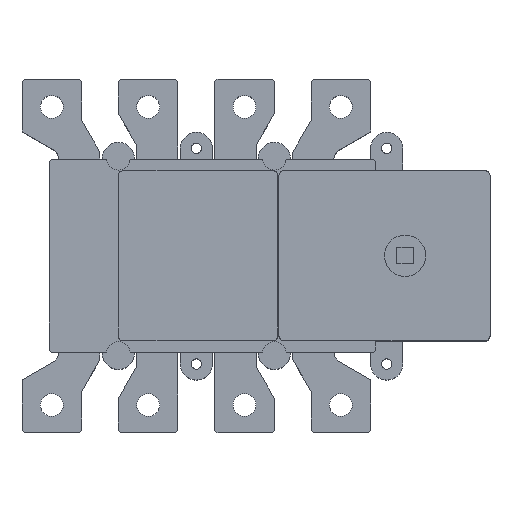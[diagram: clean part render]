
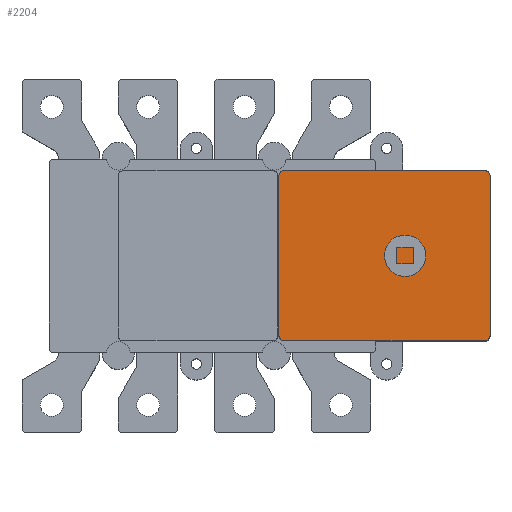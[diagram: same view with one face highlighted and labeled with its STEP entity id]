
A CAD part, top view. The second image highlights one B-rep face of the part: STEP entity #2204.
In plain terms, the highlighted free-form (B-spline) face has degree [1, 1] with [2, 2] control points.
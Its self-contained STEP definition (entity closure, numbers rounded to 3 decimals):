
#2102=CARTESIAN_POINT('',(70.,35.,132.0));
#2103=VERTEX_POINT('',#2102);
#2104=CARTESIAN_POINT('',(72.,37.,132.0));
#2105=VERTEX_POINT('',#2104);
#2106=CARTESIAN_POINT('',(72.,35.,132.0));
#2107=DIRECTION('',(0.0,0.0,-1.0));
#2108=DIRECTION('',(-0.707,0.707,0.0));
#2109=AXIS2_PLACEMENT_3D('',#2106,#2107,#2108);
#2110=CIRCLE('',#2109,2.0);
#2111=EDGE_CURVE('',#2103,#2105,#2110,.T.);
#2139=CARTESIAN_POINT('',(70.,37.0,132.0));
#2140=CARTESIAN_POINT('',(162.0,37.0,132.0));
#2141=CARTESIAN_POINT('',(70.,-37.0,132.0));
#2142=CARTESIAN_POINT('',(162.0,-37.0,132.0));
#2143=B_SPLINE_SURFACE_WITH_KNOTS('',1,1,((#2139,#2141),(#2140,#2142)),.UNSPECIFIED.,.F.,.F.,.U.,(2,2),(2,2),(0.0,92.),(0.0,74.0),.UNSPECIFIED.);
#2144=ORIENTED_EDGE('',*,*,#2111,.F.);
#2145=CARTESIAN_POINT('',(70.,-35.0,132.0));
#2146=VERTEX_POINT('',#2145);
#2147=CARTESIAN_POINT('',(70.0,35.,132.0));
#2148=DIRECTION('',(0.0,-1.0,0.0));
#2149=VECTOR('',#2148,70.);
#2150=LINE('',#2147,#2149);
#2151=EDGE_CURVE('',#2103,#2146,#2150,.T.);
#2152=ORIENTED_EDGE('',*,*,#2151,.T.);
#2153=CARTESIAN_POINT('',(72.,-37.0,132.0));
#2154=VERTEX_POINT('',#2153);
#2155=CARTESIAN_POINT('',(72.,-35.0,132.0));
#2156=DIRECTION('',(0.0,0.0,-1.0));
#2157=DIRECTION('',(-0.707,-0.707,0.0));
#2158=AXIS2_PLACEMENT_3D('',#2155,#2156,#2157);
#2159=CIRCLE('',#2158,2.0);
#2160=EDGE_CURVE('',#2154,#2146,#2159,.T.);
#2161=ORIENTED_EDGE('',*,*,#2160,.F.);
#2162=CARTESIAN_POINT('',(160.0,-37.0,132.0));
#2163=VERTEX_POINT('',#2162);
#2164=CARTESIAN_POINT('',(72.,-37.0,132.0));
#2165=DIRECTION('',(1.0,0.0,0.0));
#2166=VECTOR('',#2165,88.);
#2167=LINE('',#2164,#2166);
#2168=EDGE_CURVE('',#2154,#2163,#2167,.T.);
#2169=ORIENTED_EDGE('',*,*,#2168,.T.);
#2170=CARTESIAN_POINT('',(162.0,-35.0,132.0));
#2171=VERTEX_POINT('',#2170);
#2172=CARTESIAN_POINT('',(160.0,-35.0,132.0));
#2173=DIRECTION('',(0.0,0.0,-1.0));
#2174=DIRECTION('',(0.707,-0.707,0.0));
#2175=AXIS2_PLACEMENT_3D('',#2172,#2173,#2174);
#2176=CIRCLE('',#2175,2.0);
#2177=EDGE_CURVE('',#2171,#2163,#2176,.T.);
#2178=ORIENTED_EDGE('',*,*,#2177,.F.);
#2179=CARTESIAN_POINT('',(162.0,35.0,132.0));
#2180=VERTEX_POINT('',#2179);
#2181=CARTESIAN_POINT('',(162.0,-35.0,132.0));
#2182=DIRECTION('',(0.0,1.0,0.0));
#2183=VECTOR('',#2182,70.0);
#2184=LINE('',#2181,#2183);
#2185=EDGE_CURVE('',#2171,#2180,#2184,.T.);
#2186=ORIENTED_EDGE('',*,*,#2185,.T.);
#2187=CARTESIAN_POINT('',(160.0,37.0,132.0));
#2188=VERTEX_POINT('',#2187);
#2189=CARTESIAN_POINT('',(160.0,35.0,132.0));
#2190=DIRECTION('',(0.0,0.0,-1.0));
#2191=DIRECTION('',(0.707,0.707,0.0));
#2192=AXIS2_PLACEMENT_3D('',#2189,#2190,#2191);
#2193=CIRCLE('',#2192,2.0);
#2194=EDGE_CURVE('',#2188,#2180,#2193,.T.);
#2195=ORIENTED_EDGE('',*,*,#2194,.F.);
#2196=CARTESIAN_POINT('',(160.0,37.0,132.0));
#2197=DIRECTION('',(-1.0,0.0,0.0));
#2198=VECTOR('',#2197,88.);
#2199=LINE('',#2196,#2198);
#2200=EDGE_CURVE('',#2188,#2105,#2199,.T.);
#2201=ORIENTED_EDGE('',*,*,#2200,.T.);
#2202=EDGE_LOOP('',(#2144,#2152,#2161,#2169,#2178,#2186,#2195,#2201));
#2203=FACE_OUTER_BOUND('',#2202,.T.);
#2204=ADVANCED_FACE('',(#2203),#2143,.F.);
